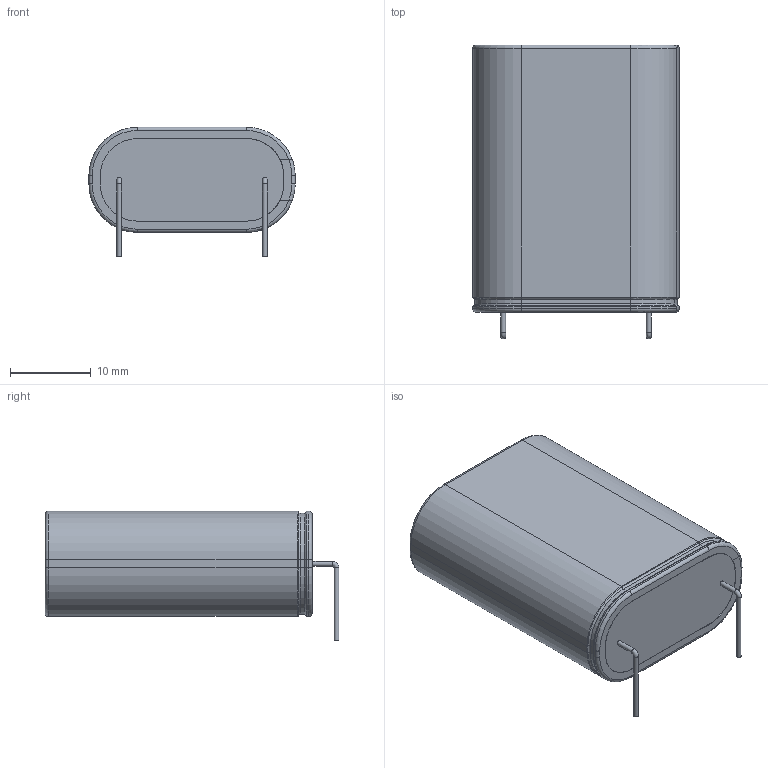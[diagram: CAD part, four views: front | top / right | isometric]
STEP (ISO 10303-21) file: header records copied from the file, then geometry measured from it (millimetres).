
FILE_DESCRIPTION(/* description */ ('','CAx-IF Rec.Pracs.---Representation and Presentation of Product Manufacturing Information (PMI)---4.0---2014-10-13'),/* implementation_level */ '2;1');
FILE_NAME(/* name */ 'Kyocera AVX - SCM 7.5uF RA.step',/* time_stamp */ '2024-12-11T06:46:01Z',/* author */ (''),/* organization */ (''),/* preprocessor_version */ 'ST-DEVELOPER v20',/* originating_system */ 'Autodesk Translation Framework v13.20.0.188',/* authorisation */ '');
FILE_SCHEMA (('AP242_MANAGED_MODEL_BASED_3D_ENGINEERING_MIM_LF { 1 0 10303 442 1 1 4 }'));
Length unit declared in the file: millimetre
Products named in the file (1): Kyocera AVX - SCM 7.5uF RA
Bounding box: 25.5 x 36.3 x 16 mm (x, y, z)
Volume: 9879.5 mm3; surface area: 2846.7 mm2
Topology: 1 solids, 1 shells, 120 faces, 264 edges, 148 vertices
Faces by surface type: cylinder 54, torus 38, plane 28
Full cylindrical faces by diameter (mm): 0.6 x4
Entity records: 3442 total; most frequent: CARTESIAN_POINT 641, DIRECTION 636, ORIENTED_EDGE 528, EDGE_CURVE 264, AXIS2_PLACEMENT_3D 263, VERTEX_POINT 148, CIRCLE 142, EDGE_LOOP 122
